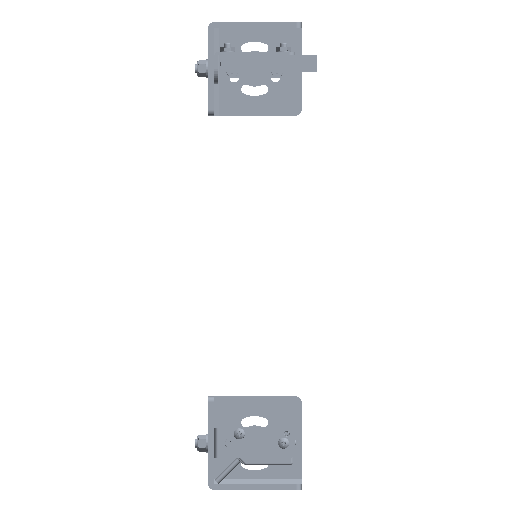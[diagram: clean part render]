
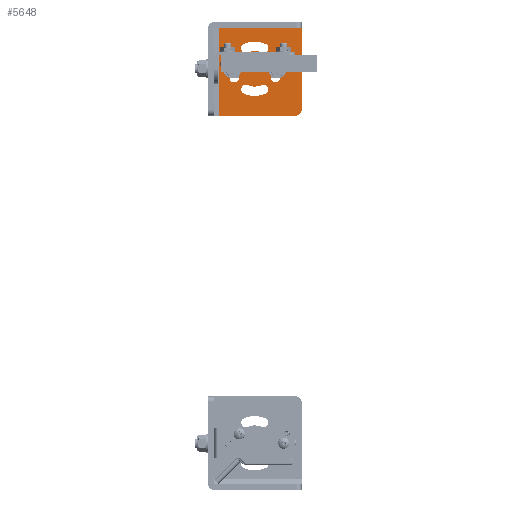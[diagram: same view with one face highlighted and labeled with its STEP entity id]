
A CAD part, left-side view. The second image highlights one B-rep face of the part: STEP entity #5648.
In plain terms, the highlighted face is planar.
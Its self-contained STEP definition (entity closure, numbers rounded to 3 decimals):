
#2068=CARTESIAN_POINT('',(-196.59,1.705,25.));
#2069=DIRECTION('',(-1.,0.,0.));
#2070=DIRECTION('',(0.,0.4,-0.917));
#2071=AXIS2_PLACEMENT_3D('',#2068,#2069,#2070);
#2073=CARTESIAN_POINT('',(-196.59,-3.091,14.));
#2074=DIRECTION('',(-1.,0.,0.));
#2075=DIRECTION('',(0.,-0.4,-0.917));
#2076=AXIS2_PLACEMENT_3D('',#2073,#2074,#2075);
#2078=CARTESIAN_POINT('',(-196.59,1.705,25.));
#2079=DIRECTION('',(-1.,0.,0.));
#2080=DIRECTION('',(0.,0.4,-0.917));
#2081=AXIS2_PLACEMENT_3D('',#2078,#2079,#2080);
#2083=CARTESIAN_POINT('',(-196.59,6.501,14.));
#2084=DIRECTION('',(-1.,0.,0.));
#2085=DIRECTION('',(0.,-0.4,0.917));
#2086=AXIS2_PLACEMENT_3D('',#2083,#2084,#2085);
#2088=CARTESIAN_POINT('',(-196.59,1.705,25.));
#2089=DIRECTION('',(-1.,0.,0.));
#2090=DIRECTION('',(0.,-0.4,0.917));
#2091=AXIS2_PLACEMENT_3D('',#2088,#2089,#2090);
#2093=CARTESIAN_POINT('',(-196.59,6.501,36.));
#2094=DIRECTION('',(-1.,0.,0.));
#2095=DIRECTION('',(0.,0.4,0.917));
#2096=AXIS2_PLACEMENT_3D('',#2093,#2094,#2095);
#2098=CARTESIAN_POINT('',(-196.59,1.705,25.));
#2099=DIRECTION('',(-1.,0.,0.));
#2100=DIRECTION('',(0.,-0.4,0.917));
#2101=AXIS2_PLACEMENT_3D('',#2098,#2099,#2100);
#2103=CARTESIAN_POINT('',(-196.59,-3.091,36.));
#2104=DIRECTION('',(-1.,0.,0.));
#2105=DIRECTION('',(0.,0.4,-0.917));
#2106=AXIS2_PLACEMENT_3D('',#2103,#2104,#2105);
#2108=CARTESIAN_POINT('',(-196.59,1.705,25.));
#2109=DIRECTION('',(-1.,0.,0.));
#2110=DIRECTION('',(0.,0.917,0.4));
#2111=AXIS2_PLACEMENT_3D('',#2108,#2109,#2110);
#2113=CARTESIAN_POINT('',(-196.59,12.705,20.204));
#2114=DIRECTION('',(-1.,0.,0.));
#2115=DIRECTION('',(0.,0.917,-0.4));
#2116=AXIS2_PLACEMENT_3D('',#2113,#2114,#2115);
#2118=CARTESIAN_POINT('',(-196.59,1.705,25.));
#2119=DIRECTION('',(-1.,0.,0.));
#2120=DIRECTION('',(0.,0.917,0.4));
#2121=AXIS2_PLACEMENT_3D('',#2118,#2119,#2120);
#2123=CARTESIAN_POINT('',(-196.59,12.705,29.796));
#2124=DIRECTION('',(-1.,0.,0.));
#2125=DIRECTION('',(0.,-0.917,-0.4));
#2126=AXIS2_PLACEMENT_3D('',#2123,#2124,#2125);
#2128=CARTESIAN_POINT('',(-196.59,1.705,25.));
#2129=DIRECTION('',(-1.,0.,0.));
#2130=DIRECTION('',(0.,-0.917,-0.4));
#2131=AXIS2_PLACEMENT_3D('',#2128,#2129,#2130);
#2133=CARTESIAN_POINT('',(-196.59,-9.295,29.796));
#2134=DIRECTION('',(-1.,0.,0.));
#2135=DIRECTION('',(0.,-0.917,0.4));
#2136=AXIS2_PLACEMENT_3D('',#2133,#2134,#2135);
#2138=CARTESIAN_POINT('',(-196.59,1.705,25.));
#2139=DIRECTION('',(-1.,0.,0.));
#2140=DIRECTION('',(0.,-0.917,-0.4));
#2141=AXIS2_PLACEMENT_3D('',#2138,#2139,#2140);
#2143=CARTESIAN_POINT('',(-196.59,-9.295,20.204));
#2144=DIRECTION('',(-1.,0.,0.));
#2145=DIRECTION('',(0.,0.917,0.4));
#2146=AXIS2_PLACEMENT_3D('',#2143,#2144,#2145);
#2148=CARTESIAN_POINT('',(-196.59,-20.295,47.));
#2149=DIRECTION('',(1.,0.,0.));
#2150=DIRECTION('',(0.,0.,1.));
#2151=AXIS2_PLACEMENT_3D('',#2148,#2149,#2150);
#2153=DIRECTION('',(0.,1.,0.));
#2154=VECTOR('',#2153,43.59);
#2155=CARTESIAN_POINT('',(-196.59,-20.295,50.));
#2156=LINE('',#2155,#2154);
#2157=DIRECTION('',(0.,0.,-1.));
#2158=VECTOR('',#2157,46.59);
#2159=CARTESIAN_POINT('',(-196.59,23.295,50.));
#2160=LINE('',#2159,#2158);
#2161=DIRECTION('',(0.,-1.,0.));
#2162=VECTOR('',#2161,46.59);
#2163=CARTESIAN_POINT('',(-196.59,23.295,3.41));
#2164=LINE('',#2163,#2162);
#2165=DIRECTION('',(0.,0.,1.));
#2166=VECTOR('',#2165,43.59);
#2167=CARTESIAN_POINT('',(-196.59,-23.295,3.41));
#2168=LINE('',#2167,#2166);
#3329=CARTESIAN_POINT('',(-196.59,23.295,50.));
#3330=CARTESIAN_POINT('',(-196.59,23.295,3.41));
#3331=VERTEX_POINT('',#3329);
#3332=VERTEX_POINT('',#3330);
#3399=CARTESIAN_POINT('',(-196.59,-23.295,3.41));
#3400=VERTEX_POINT('',#3399);
#3421=CARTESIAN_POINT('',(-196.59,-7.003,21.203));
#3422=CARTESIAN_POINT('',(-196.59,-7.003,28.797));
#3423=VERTEX_POINT('',#3421);
#3424=VERTEX_POINT('',#3422);
#3425=CARTESIAN_POINT('',(-196.59,-11.587,30.795));
#3426=VERTEX_POINT('',#3425);
#3427=CARTESIAN_POINT('',(-196.59,-11.587,19.205));
#3428=VERTEX_POINT('',#3427);
#3429=CARTESIAN_POINT('',(-196.59,10.413,28.797));
#3430=CARTESIAN_POINT('',(-196.59,10.413,21.203));
#3431=VERTEX_POINT('',#3429);
#3432=VERTEX_POINT('',#3430);
#3433=CARTESIAN_POINT('',(-196.59,14.997,19.205));
#3434=VERTEX_POINT('',#3433);
#3435=CARTESIAN_POINT('',(-196.59,14.997,30.795));
#3436=VERTEX_POINT('',#3435);
#3459=CARTESIAN_POINT('',(-196.59,-20.295,50.));
#3460=VERTEX_POINT('',#3459);
#3461=CARTESIAN_POINT('',(-196.59,-23.295,47.));
#3462=VERTEX_POINT('',#3461);
#3479=CARTESIAN_POINT('',(-196.59,-2.092,33.708));
#3480=CARTESIAN_POINT('',(-196.59,5.502,33.708));
#3481=VERTEX_POINT('',#3479);
#3482=VERTEX_POINT('',#3480);
#3483=CARTESIAN_POINT('',(-196.59,7.5,38.292));
#3484=VERTEX_POINT('',#3483);
#3485=CARTESIAN_POINT('',(-196.59,-4.09,38.292));
#3486=VERTEX_POINT('',#3485);
#3487=CARTESIAN_POINT('',(-196.59,5.502,16.292));
#3488=CARTESIAN_POINT('',(-196.59,-2.092,16.292));
#3489=VERTEX_POINT('',#3487);
#3490=VERTEX_POINT('',#3488);
#3491=CARTESIAN_POINT('',(-196.59,-4.09,11.708));
#3492=VERTEX_POINT('',#3491);
#3493=CARTESIAN_POINT('',(-196.59,7.5,11.708));
#3494=VERTEX_POINT('',#3493);
#5596=CARTESIAN_POINT('',(-196.59,12.225,0.));
#5597=DIRECTION('',(-1.,0.,0.));
#5598=DIRECTION('',(0.,-1.,0.));
#5599=AXIS2_PLACEMENT_3D('',#5596,#5597,#5598);
#5600=PLANE('',#5599);
#5602=ORIENTED_EDGE('',*,*,#5601,.F.);
#5604=ORIENTED_EDGE('',*,*,#5603,.T.);
#5606=ORIENTED_EDGE('',*,*,#5605,.T.);
#5607=ORIENTED_EDGE('',*,*,#4318,.T.);
#5609=ORIENTED_EDGE('',*,*,#5608,.T.);
#5610=EDGE_LOOP('',(#5602,#5604,#5606,#5607,#5609));
#5611=FACE_OUTER_BOUND('',#5610,.F.);
#5613=ORIENTED_EDGE('',*,*,#5612,.T.);
#5615=ORIENTED_EDGE('',*,*,#5614,.F.);
#5617=ORIENTED_EDGE('',*,*,#5616,.F.);
#5619=ORIENTED_EDGE('',*,*,#5618,.F.);
#5620=EDGE_LOOP('',(#5613,#5615,#5617,#5619));
#5621=FACE_BOUND('',#5620,.F.);
#5623=ORIENTED_EDGE('',*,*,#5622,.T.);
#5625=ORIENTED_EDGE('',*,*,#5624,.F.);
#5627=ORIENTED_EDGE('',*,*,#5626,.F.);
#5629=ORIENTED_EDGE('',*,*,#5628,.F.);
#5630=EDGE_LOOP('',(#5623,#5625,#5627,#5629));
#5631=FACE_BOUND('',#5630,.F.);
#5632=ORIENTED_EDGE('',*,*,#5548,.T.);
#5633=ORIENTED_EDGE('',*,*,#5563,.F.);
#5634=ORIENTED_EDGE('',*,*,#5577,.F.);
#5635=ORIENTED_EDGE('',*,*,#5590,.F.);
#5636=EDGE_LOOP('',(#5632,#5633,#5634,#5635));
#5637=FACE_BOUND('',#5636,.F.);
#5639=ORIENTED_EDGE('',*,*,#5638,.T.);
#5641=ORIENTED_EDGE('',*,*,#5640,.F.);
#5643=ORIENTED_EDGE('',*,*,#5642,.F.);
#5645=ORIENTED_EDGE('',*,*,#5644,.F.);
#5646=EDGE_LOOP('',(#5639,#5641,#5643,#5645));
#5647=FACE_BOUND('',#5646,.F.);
#5648=ADVANCED_FACE('',(#5611,#5621,#5631,#5637,#5647),#5600,.F.);
#2072=CIRCLE('',#2071,9.5);
#2077=CIRCLE('',#2076,2.5);
#2082=CIRCLE('',#2081,14.5);
#2087=CIRCLE('',#2086,2.5);
#2092=CIRCLE('',#2091,9.5);
#2097=CIRCLE('',#2096,2.5);
#2102=CIRCLE('',#2101,14.5);
#2107=CIRCLE('',#2106,2.5);
#2112=CIRCLE('',#2111,9.5);
#2117=CIRCLE('',#2116,2.5);
#2122=CIRCLE('',#2121,14.5);
#2127=CIRCLE('',#2126,2.5);
#2132=CIRCLE('',#2131,9.5);
#2137=CIRCLE('',#2136,2.5);
#2142=CIRCLE('',#2141,14.5);
#2147=CIRCLE('',#2146,2.5);
#2152=CIRCLE('',#2151,3.);
#4318=EDGE_CURVE('',#3332,#3400,#2164,.T.);
#5548=EDGE_CURVE('',#3423,#3424,#2132,.T.);
#5563=EDGE_CURVE('',#3426,#3424,#2137,.T.);
#5577=EDGE_CURVE('',#3428,#3426,#2142,.T.);
#5590=EDGE_CURVE('',#3423,#3428,#2147,.T.);
#5601=EDGE_CURVE('',#3460,#3462,#2152,.T.);
#5603=EDGE_CURVE('',#3460,#3331,#2156,.T.);
#5605=EDGE_CURVE('',#3331,#3332,#2160,.T.);
#5608=EDGE_CURVE('',#3400,#3462,#2168,.T.);
#5612=EDGE_CURVE('',#3481,#3482,#2092,.T.);
#5614=EDGE_CURVE('',#3484,#3482,#2097,.T.);
#5616=EDGE_CURVE('',#3486,#3484,#2102,.T.);
#5618=EDGE_CURVE('',#3481,#3486,#2107,.T.);
#5622=EDGE_CURVE('',#3431,#3432,#2112,.T.);
#5624=EDGE_CURVE('',#3434,#3432,#2117,.T.);
#5626=EDGE_CURVE('',#3436,#3434,#2122,.T.);
#5628=EDGE_CURVE('',#3431,#3436,#2127,.T.);
#5638=EDGE_CURVE('',#3489,#3490,#2072,.T.);
#5640=EDGE_CURVE('',#3492,#3490,#2077,.T.);
#5642=EDGE_CURVE('',#3494,#3492,#2082,.T.);
#5644=EDGE_CURVE('',#3489,#3494,#2087,.T.);
